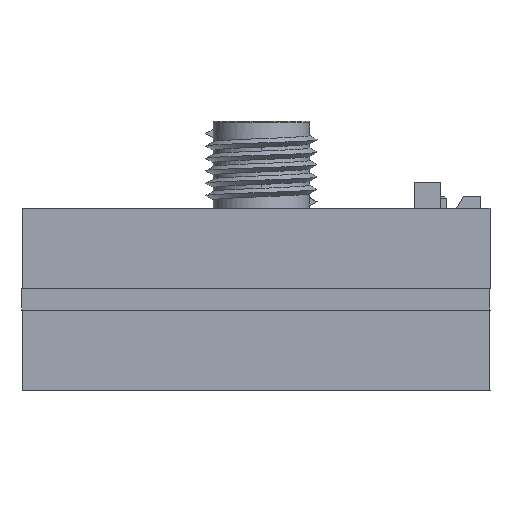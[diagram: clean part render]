
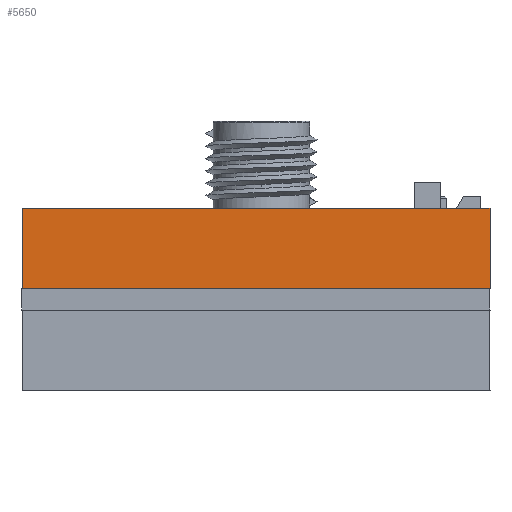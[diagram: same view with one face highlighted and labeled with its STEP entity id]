
A CAD part, left-side view. The second image highlights one B-rep face of the part: STEP entity #5650.
In plain terms, the highlighted planar face has unit normal (-1, 0, 0).
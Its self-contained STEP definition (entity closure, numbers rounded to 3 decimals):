
#5650=ADVANCED_FACE('',(#18577),#18579,.T.);
#18577=FACE_BOUND('',#18578,.T.);
#18578=EDGE_LOOP('',(#30479,#30480,#30481,#30482));
#18579=PLANE('',#18580);
#18580=AXIS2_PLACEMENT_3D('',#18581,#18582,#18583);
#18581=CARTESIAN_POINT('',(-36.6,0.,-4.6));
#18582=DIRECTION('',(-1.,0.,0.));
#18583=DIRECTION('',(0.,-1.,0.));
#30479=ORIENTED_EDGE('',*,*,#37176,.T.);
#30480=ORIENTED_EDGE('',*,*,#37258,.T.);
#30481=ORIENTED_EDGE('',*,*,#37204,.F.);
#30482=ORIENTED_EDGE('',*,*,#37259,.F.);
#37176=EDGE_CURVE('',#40612,#40610,#40613,.T.);
#37204=EDGE_CURVE('',#40666,#40668,#40669,.T.);
#37258=EDGE_CURVE('',#40610,#40668,#40768,.T.);
#37259=EDGE_CURVE('',#40612,#40666,#40769,.T.);
#40610=VERTEX_POINT('',#46348);
#40612=VERTEX_POINT('',#46352);
#40613=LINE('',#46353,#46354);
#40666=VERTEX_POINT('',#46481);
#40668=VERTEX_POINT('',#46485);
#40669=LINE('',#46486,#46487);
#40768=LINE('',#46717,#46718);
#40769=LINE('',#46720,#46721);
#46348=CARTESIAN_POINT('',(-36.6,-26.6,-4.6));
#46352=CARTESIAN_POINT('',(-36.6,0.,-4.6));
#46353=CARTESIAN_POINT('',(-36.6,0.,-4.6));
#46354=VECTOR('',#46355,1.);
#46355=DIRECTION('',(0.,-1.,0.));
#46481=CARTESIAN_POINT('',(-36.6,0.,0.));
#46485=CARTESIAN_POINT('',(-36.6,-26.6,0.));
#46486=CARTESIAN_POINT('',(-36.6,0.,0.));
#46487=VECTOR('',#46488,1.);
#46488=DIRECTION('',(0.,-1.,0.));
#46717=CARTESIAN_POINT('',(-36.6,-26.6,-4.6));
#46718=VECTOR('',#46719,1.);
#46719=DIRECTION('',(0.,0.,1.));
#46720=CARTESIAN_POINT('',(-36.6,0.,-4.6));
#46721=VECTOR('',#46722,1.);
#46722=DIRECTION('',(0.,0.,1.));
